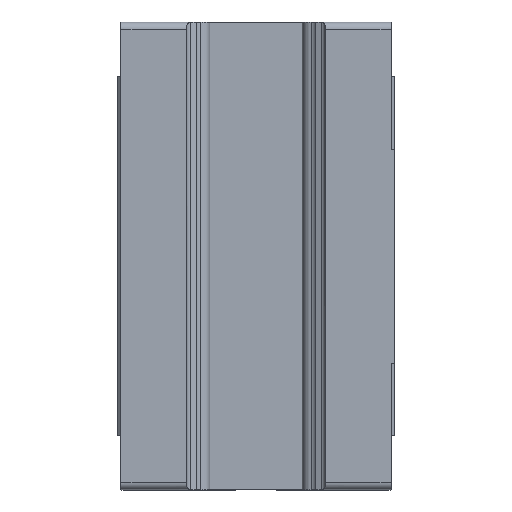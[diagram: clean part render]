
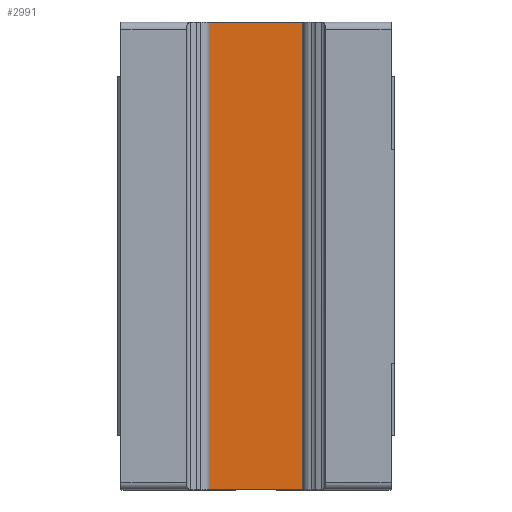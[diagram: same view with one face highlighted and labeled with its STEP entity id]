
A CAD part, front view. The second image highlights one B-rep face of the part: STEP entity #2991.
In plain terms, the highlighted planar face has unit normal (0, -1, 0).
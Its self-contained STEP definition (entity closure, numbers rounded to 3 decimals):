
#544 = EDGE_CURVE ( 'NONE', #12731, #12602, #15956, .T. ) ;
#2991 = ADVANCED_FACE ( 'NONE', ( #16288 ), #7617, .F. ) ;
#3042 = DIRECTION ( 'NONE',  ( -1., 0., 0. ) ) ;
#3043 = CARTESIAN_POINT ( 'NONE',  ( -23.5, 9., -9.45 ) ) ;
#3337 = EDGE_LOOP ( 'NONE', ( #12177, #12178, #12088, #12089 ) ) ;
#3907 = CARTESIAN_POINT ( 'NONE',  ( 8.834, 9., -9.5 ) ) ;
#3946 = DIRECTION ( 'NONE',  ( 0., 0., 1. ) ) ;
#4007 = DIRECTION ( 'NONE',  ( 0., 0., 1. ) ) ;
#4166 = CARTESIAN_POINT ( 'NONE',  ( -8.834, 9., -9.5 ) ) ;
#4718 = CARTESIAN_POINT ( 'NONE',  ( -8.834, 9., -9.45 ) ) ;
#5104 = CARTESIAN_POINT ( 'NONE',  ( -8.834, 9., 71.65 ) ) ;
#5262 = CARTESIAN_POINT ( 'NONE',  ( 8.834, 9., 71.65 ) ) ;
#5320 = CARTESIAN_POINT ( 'NONE',  ( 8.834, 9., -9.45 ) ) ;
#7612 = DIRECTION ( 'NONE',  ( 0., 0., 1. ) ) ;
#7613 = DIRECTION ( 'NONE',  ( 0., 1., 0. ) ) ;
#7617 = PLANE ( 'NONE',  #11657 ) ;
#7618 = CARTESIAN_POINT ( 'NONE',  ( 8.834, 9., -9.5 ) ) ;
#11657 = AXIS2_PLACEMENT_3D ( 'NONE', #7618, #7613, #7612 ) ;
#12088 = ORIENTED_EDGE ( 'NONE', *, *, #14737, .F. ) ;
#12089 = ORIENTED_EDGE ( 'NONE', *, *, #14850, .F. ) ;
#12177 = ORIENTED_EDGE ( 'NONE', *, *, #14738, .T. ) ;
#12178 = ORIENTED_EDGE ( 'NONE', *, *, #544, .F. ) ;
#12560 = VERTEX_POINT ( 'NONE', #5320 ) ;
#12602 = VERTEX_POINT ( 'NONE', #5262 ) ;
#12731 = VERTEX_POINT ( 'NONE', #5104 ) ;
#13324 = VERTEX_POINT ( 'NONE', #4718 ) ;
#13667 = CARTESIAN_POINT ( 'NONE',  ( -23.5, 9., 71.65 ) ) ;
#13668 = DIRECTION ( 'NONE',  ( 1., 0., 0. ) ) ;
#14737 = EDGE_CURVE ( 'NONE', #13324, #12731, #16455, .T. ) ;
#14738 = EDGE_CURVE ( 'NONE', #12560, #12602, #16437, .T. ) ;
#14850 = EDGE_CURVE ( 'NONE', #12560, #13324, #16155, .T. ) ;
#15955 = VECTOR ( 'NONE', #13668, 1000. ) ;
#15956 = LINE ( 'NONE', #13667, #15955 ) ;
#16154 = VECTOR ( 'NONE', #3042, 1000. ) ;
#16155 = LINE ( 'NONE', #3043, #16154 ) ;
#16288 = FACE_OUTER_BOUND ( 'NONE', #3337, .T. ) ;
#16384 = VECTOR ( 'NONE', #4007, 1000. ) ;
#16430 = VECTOR ( 'NONE', #3946, 1000. ) ;
#16437 = LINE ( 'NONE', #3907, #16384 ) ;
#16455 = LINE ( 'NONE', #4166, #16430 ) ;
